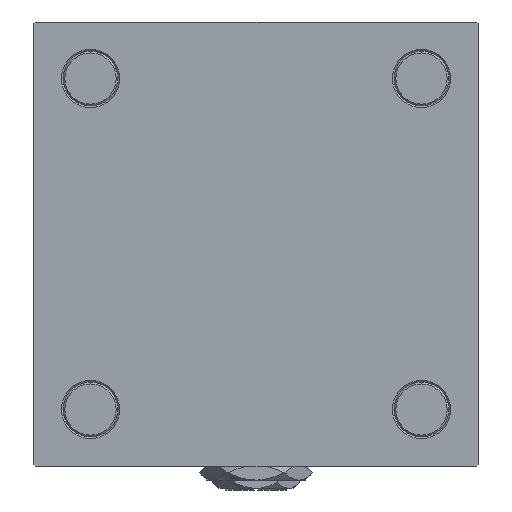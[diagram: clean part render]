
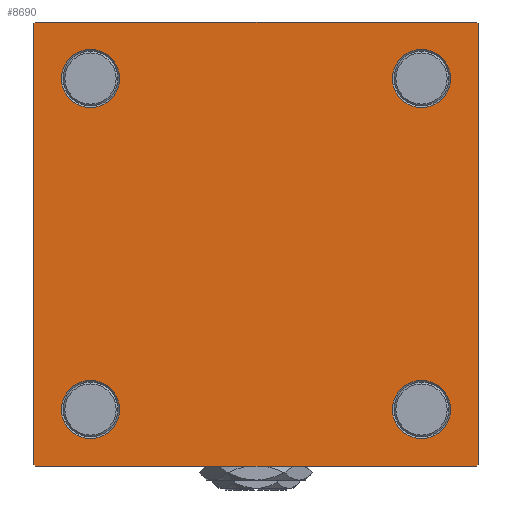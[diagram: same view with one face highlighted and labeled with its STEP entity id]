
A CAD part, left-side view. The second image highlights one B-rep face of the part: STEP entity #8690.
In plain terms, the highlighted planar face has unit normal (-1, 0, 0).
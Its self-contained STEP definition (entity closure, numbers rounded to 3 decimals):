
#16 = DIRECTION ( 'NONE',  ( 0., -1., 0. ) ) ;
#303 = FACE_BOUND ( 'NONE', #13622, .T. ) ;
#353 = VERTEX_POINT ( 'NONE', #12811 ) ;
#713 = CARTESIAN_POINT ( 'NONE',  ( 0., 64.5, 65. ) ) ;
#1070 = CARTESIAN_POINT ( 'NONE',  ( 0., -64.5, 65. ) ) ;
#1182 = EDGE_CURVE ( 'NONE', #6764, #34289, #5957, .T. ) ;
#1301 = LINE ( 'NONE', #33950, #29599 ) ;
#1784 = CARTESIAN_POINT ( 'NONE',  ( 0., -48.45, -48.45 ) ) ;
#2048 = EDGE_CURVE ( 'NONE', #26605, #28404, #8477, .T. ) ;
#2202 = DIRECTION ( 'NONE',  ( 1., 0., 0. ) ) ;
#2313 = CARTESIAN_POINT ( 'NONE',  ( 0., -48.45, -48.45 ) ) ;
#2573 = CARTESIAN_POINT ( 'NONE',  ( 0., 48.45, -48.45 ) ) ;
#2906 = ORIENTED_EDGE ( 'NONE', *, *, #49436, .T. ) ;
#3698 = CARTESIAN_POINT ( 'NONE',  ( 0., 48.45, 39.95 ) ) ;
#4237 = EDGE_CURVE ( 'NONE', #27876, #49596, #25150, .T. ) ;
#4362 = CARTESIAN_POINT ( 'NONE',  ( 0., 65., 65. ) ) ;
#5074 = FACE_BOUND ( 'NONE', #49623, .T. ) ;
#5368 = EDGE_LOOP ( 'NONE', ( #11204, #28673, #15354, #12321, #34215, #51223, #26032, #32257 ) ) ;
#5651 = DIRECTION ( 'NONE',  ( 1., 0., 0. ) ) ;
#5957 = LINE ( 'NONE', #18169, #30485 ) ;
#6000 = CIRCLE ( 'NONE', #19556, 8.5 ) ;
#6280 = VERTEX_POINT ( 'NONE', #30405 ) ;
#6764 = VERTEX_POINT ( 'NONE', #713 ) ;
#7512 = ORIENTED_EDGE ( 'NONE', *, *, #49200, .T. ) ;
#7582 = AXIS2_PLACEMENT_3D ( 'NONE', #2573, #47954, #19545 ) ;
#7653 = EDGE_CURVE ( 'NONE', #46900, #23952, #28987, .T. ) ;
#7984 = VERTEX_POINT ( 'NONE', #10782 ) ;
#8284 = CARTESIAN_POINT ( 'NONE',  ( 0., -65., 64.5 ) ) ;
#8477 = CIRCLE ( 'NONE', #41582, 8.5 ) ;
#8690 = ADVANCED_FACE ( 'NONE', ( #5074, #303, #24442, #52337, #12784 ), #15967, .T. ) ;
#9387 = VECTOR ( 'NONE', #49049, 1000. ) ;
#9710 = CARTESIAN_POINT ( 'NONE',  ( 0., -48.45, -56.95 ) ) ;
#9752 = DIRECTION ( 'NONE',  ( 1., 0., 0. ) ) ;
#9928 = CIRCLE ( 'NONE', #18422, 8.5 ) ;
#10782 = CARTESIAN_POINT ( 'NONE',  ( 0., 48.45, 56.95 ) ) ;
#11007 = CARTESIAN_POINT ( 'NONE',  ( 0., -64.75, 64.75 ) ) ;
#11204 = ORIENTED_EDGE ( 'NONE', *, *, #27560, .T. ) ;
#11237 = AXIS2_PLACEMENT_3D ( 'NONE', #22357, #5651, #21841 ) ;
#12045 = DIRECTION ( 'NONE',  ( 1., 0., 0. ) ) ;
#12321 = ORIENTED_EDGE ( 'NONE', *, *, #46776, .T. ) ;
#12784 = FACE_OUTER_BOUND ( 'NONE', #5368, .T. ) ;
#12811 = CARTESIAN_POINT ( 'NONE',  ( 0., -48.45, 56.95 ) ) ;
#13622 = EDGE_LOOP ( 'NONE', ( #15012, #16475 ) ) ;
#13737 = EDGE_CURVE ( 'NONE', #6280, #353, #31582, .T. ) ;
#13884 = CARTESIAN_POINT ( 'NONE',  ( 0., 65., 64.5 ) ) ;
#15012 = ORIENTED_EDGE ( 'NONE', *, *, #35473, .T. ) ;
#15354 = ORIENTED_EDGE ( 'NONE', *, *, #41574, .T. ) ;
#15590 = CIRCLE ( 'NONE', #50338, 8.5 ) ;
#15767 = VECTOR ( 'NONE', #24181, 1000. ) ;
#15967 = PLANE ( 'NONE',  #35764 ) ;
#16021 = CARTESIAN_POINT ( 'NONE',  ( 0., 48.45, -48.45 ) ) ;
#16142 = ORIENTED_EDGE ( 'NONE', *, *, #13737, .T. ) ;
#16211 = LINE ( 'NONE', #25484, #37948 ) ;
#16231 = LINE ( 'NONE', #11007, #15767 ) ;
#16475 = ORIENTED_EDGE ( 'NONE', *, *, #2048, .T. ) ;
#16956 = EDGE_CURVE ( 'NONE', #30464, #7984, #15590, .T. ) ;
#18169 = CARTESIAN_POINT ( 'NONE',  ( 0., 65., 65. ) ) ;
#18422 = AXIS2_PLACEMENT_3D ( 'NONE', #16021, #12045, #32473 ) ;
#18516 = DIRECTION ( 'NONE',  ( 1., 0., 0. ) ) ;
#18718 = VERTEX_POINT ( 'NONE', #13884 ) ;
#19545 = DIRECTION ( 'NONE',  ( 0., 0., 1. ) ) ;
#19556 = AXIS2_PLACEMENT_3D ( 'NONE', #28986, #45195, #20220 ) ;
#20220 = DIRECTION ( 'NONE',  ( 0., 0., 1. ) ) ;
#21841 = DIRECTION ( 'NONE',  ( 0., 0., 1. ) ) ;
#21869 = CARTESIAN_POINT ( 'NONE',  ( 0., 48.45, 48.45 ) ) ;
#22357 = CARTESIAN_POINT ( 'NONE',  ( 0., -48.45, 48.45 ) ) ;
#22511 = CARTESIAN_POINT ( 'NONE',  ( 0., 65., -64.5 ) ) ;
#22894 = CIRCLE ( 'NONE', #30543, 8.5 ) ;
#23179 = CARTESIAN_POINT ( 'NONE',  ( 0., 64.75, 64.75 ) ) ;
#23952 = VERTEX_POINT ( 'NONE', #31403 ) ;
#24181 = DIRECTION ( 'NONE',  ( 0., 0.707, 0.707 ) ) ;
#24442 = FACE_BOUND ( 'NONE', #25632, .T. ) ;
#24621 = AXIS2_PLACEMENT_3D ( 'NONE', #21869, #2202, #25588 ) ;
#25150 = LINE ( 'NONE', #44816, #9387 ) ;
#25484 = CARTESIAN_POINT ( 'NONE',  ( 0., 65., -65. ) ) ;
#25588 = DIRECTION ( 'NONE',  ( 0., 0., 1. ) ) ;
#25632 = EDGE_LOOP ( 'NONE', ( #35731, #41459 ) ) ;
#25729 = DIRECTION ( 'NONE',  ( 1., 0., 0. ) ) ;
#25759 = EDGE_CURVE ( 'NONE', #27876, #34289, #16231, .T. ) ;
#25783 = CARTESIAN_POINT ( 'NONE',  ( 0., -65., -64.5 ) ) ;
#26032 = ORIENTED_EDGE ( 'NONE', *, *, #1182, .F. ) ;
#26605 = VERTEX_POINT ( 'NONE', #9710 ) ;
#27227 = VECTOR ( 'NONE', #41473, 1000. ) ;
#27560 = EDGE_CURVE ( 'NONE', #18718, #46900, #40746, .T. ) ;
#27876 = VERTEX_POINT ( 'NONE', #8284 ) ;
#28404 = VERTEX_POINT ( 'NONE', #30451 ) ;
#28673 = ORIENTED_EDGE ( 'NONE', *, *, #7653, .T. ) ;
#28862 = CARTESIAN_POINT ( 'NONE',  ( 0., 48.45, -39.95 ) ) ;
#28986 = CARTESIAN_POINT ( 'NONE',  ( 0., -48.45, 48.45 ) ) ;
#28987 = LINE ( 'NONE', #37211, #27227 ) ;
#29051 = DIRECTION ( 'NONE',  ( 0., 0., -1. ) ) ;
#29599 = VECTOR ( 'NONE', #29961, 1000. ) ;
#29710 = DIRECTION ( 'NONE',  ( 0., 0., 1. ) ) ;
#29961 = DIRECTION ( 'NONE',  ( 0., -0.707, 0.707 ) ) ;
#30405 = CARTESIAN_POINT ( 'NONE',  ( 0., -48.45, 39.95 ) ) ;
#30451 = CARTESIAN_POINT ( 'NONE',  ( 0., -48.45, -39.95 ) ) ;
#30464 = VERTEX_POINT ( 'NONE', #3698 ) ;
#30485 = VECTOR ( 'NONE', #34356, 1000. ) ;
#30491 = VECTOR ( 'NONE', #51060, 1000. ) ;
#30542 = VERTEX_POINT ( 'NONE', #49352 ) ;
#30543 = AXIS2_PLACEMENT_3D ( 'NONE', #2313, #18516, #34714 ) ;
#31403 = CARTESIAN_POINT ( 'NONE',  ( 0., 64.5, -65. ) ) ;
#31424 = VERTEX_POINT ( 'NONE', #28862 ) ;
#31582 = CIRCLE ( 'NONE', #11237, 8.5 ) ;
#32144 = DIRECTION ( 'NONE',  ( 0., 0., 1. ) ) ;
#32257 = ORIENTED_EDGE ( 'NONE', *, *, #38598, .T. ) ;
#32473 = DIRECTION ( 'NONE',  ( 0., 0., 1. ) ) ;
#33125 = CIRCLE ( 'NONE', #24621, 8.5 ) ;
#33950 = CARTESIAN_POINT ( 'NONE',  ( 0., -64.75, -64.75 ) ) ;
#34215 = ORIENTED_EDGE ( 'NONE', *, *, #4237, .F. ) ;
#34289 = VERTEX_POINT ( 'NONE', #1070 ) ;
#34356 = DIRECTION ( 'NONE',  ( 0., -1., 0. ) ) ;
#34714 = DIRECTION ( 'NONE',  ( 0., 0., 1. ) ) ;
#35473 = EDGE_CURVE ( 'NONE', #28404, #26605, #22894, .T. ) ;
#35731 = ORIENTED_EDGE ( 'NONE', *, *, #42192, .T. ) ;
#35764 = AXIS2_PLACEMENT_3D ( 'NONE', #40661, #41183, #32144 ) ;
#37211 = CARTESIAN_POINT ( 'NONE',  ( 0., 64.75, -64.75 ) ) ;
#37948 = VECTOR ( 'NONE', #16, 1000. ) ;
#38598 = EDGE_CURVE ( 'NONE', #6764, #18718, #43374, .T. ) ;
#40661 = CARTESIAN_POINT ( 'NONE',  ( 0., 0., 0. ) ) ;
#40746 = LINE ( 'NONE', #4362, #51466 ) ;
#41078 = VERTEX_POINT ( 'NONE', #47251 ) ;
#41183 = DIRECTION ( 'NONE',  ( -1., 0., 0. ) ) ;
#41459 = ORIENTED_EDGE ( 'NONE', *, *, #50215, .T. ) ;
#41473 = DIRECTION ( 'NONE',  ( 0., -0.707, -0.707 ) ) ;
#41574 = EDGE_CURVE ( 'NONE', #23952, #30542, #16211, .T. ) ;
#41582 = AXIS2_PLACEMENT_3D ( 'NONE', #1784, #9752, #49839 ) ;
#42192 = EDGE_CURVE ( 'NONE', #31424, #41078, #9928, .T. ) ;
#43374 = LINE ( 'NONE', #23179, #30491 ) ;
#44816 = CARTESIAN_POINT ( 'NONE',  ( 0., -65., 65. ) ) ;
#45137 = CARTESIAN_POINT ( 'NONE',  ( 0., 48.45, 48.45 ) ) ;
#45195 = DIRECTION ( 'NONE',  ( 1., 0., 0. ) ) ;
#46776 = EDGE_CURVE ( 'NONE', #30542, #49596, #1301, .T. ) ;
#46900 = VERTEX_POINT ( 'NONE', #22511 ) ;
#47251 = CARTESIAN_POINT ( 'NONE',  ( 0., 48.45, -56.95 ) ) ;
#47954 = DIRECTION ( 'NONE',  ( 1., 0., 0. ) ) ;
#48271 = CIRCLE ( 'NONE', #7582, 8.5 ) ;
#49049 = DIRECTION ( 'NONE',  ( 0., 0., -1. ) ) ;
#49200 = EDGE_CURVE ( 'NONE', #7984, #30464, #33125, .T. ) ;
#49352 = CARTESIAN_POINT ( 'NONE',  ( 0., -64.5, -65. ) ) ;
#49436 = EDGE_CURVE ( 'NONE', #353, #6280, #6000, .T. ) ;
#49596 = VERTEX_POINT ( 'NONE', #25783 ) ;
#49623 = EDGE_LOOP ( 'NONE', ( #2906, #16142 ) ) ;
#49820 = ORIENTED_EDGE ( 'NONE', *, *, #16956, .T. ) ;
#49839 = DIRECTION ( 'NONE',  ( 0., 0., 1. ) ) ;
#50215 = EDGE_CURVE ( 'NONE', #41078, #31424, #48271, .T. ) ;
#50338 = AXIS2_PLACEMENT_3D ( 'NONE', #45137, #25729, #29710 ) ;
#51060 = DIRECTION ( 'NONE',  ( 0., 0.707, -0.707 ) ) ;
#51223 = ORIENTED_EDGE ( 'NONE', *, *, #25759, .T. ) ;
#51274 = EDGE_LOOP ( 'NONE', ( #7512, #49820 ) ) ;
#51466 = VECTOR ( 'NONE', #29051, 1000. ) ;
#52337 = FACE_BOUND ( 'NONE', #51274, .T. ) ;
